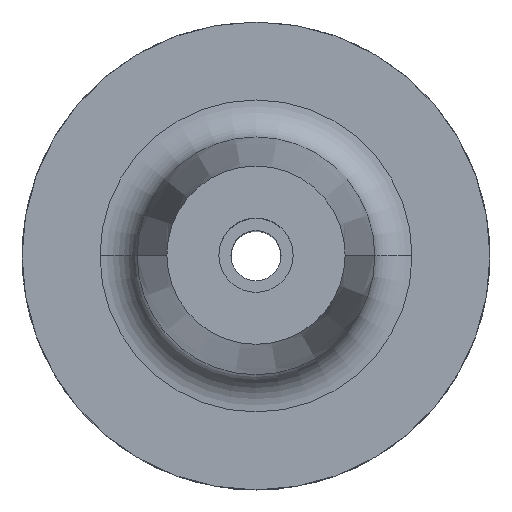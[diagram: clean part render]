
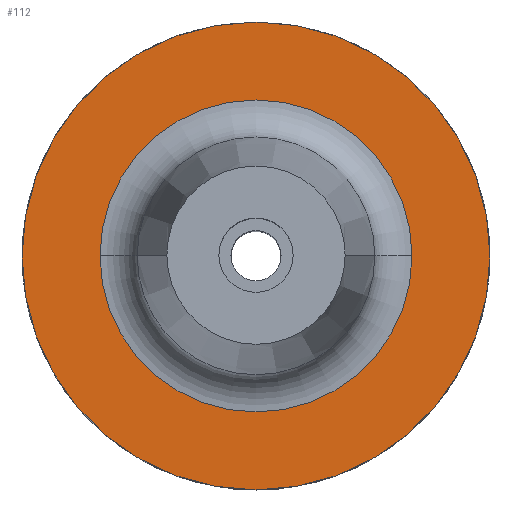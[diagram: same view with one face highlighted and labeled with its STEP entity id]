
A CAD part, top view. The second image highlights one B-rep face of the part: STEP entity #112.
In plain terms, the highlighted planar face has unit normal (0, 0, 1).
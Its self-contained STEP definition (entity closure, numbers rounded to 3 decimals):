
#74 = CARTESIAN_POINT ( 'NONE',  ( 0., 0., 27. ) ) ;
#112 = ADVANCED_FACE ( 'NONE', ( #912, #1295 ), #853, .F. ) ;
#124 = EDGE_LOOP ( 'NONE', ( #325, #1662 ) ) ;
#185 = AXIS2_PLACEMENT_3D ( 'NONE', #74, #989, #1106 ) ;
#205 = CARTESIAN_POINT ( 'NONE',  ( 21., 0., 27. ) ) ;
#225 = DIRECTION ( 'NONE',  ( -1., 0., 0. ) ) ;
#229 = AXIS2_PLACEMENT_3D ( 'NONE', #1544, #1403, #462 ) ;
#250 = CIRCLE ( 'NONE', #1149, 21. ) ;
#262 = CARTESIAN_POINT ( 'NONE',  ( -21., 0., 27. ) ) ;
#267 = CIRCLE ( 'NONE', #1476, 21. ) ;
#270 = DIRECTION ( 'NONE',  ( 0., 0., -1. ) ) ;
#325 = ORIENTED_EDGE ( 'NONE', *, *, #1744, .T. ) ;
#342 = EDGE_CURVE ( 'NONE', #348, #1087, #1084, .T. ) ;
#348 = VERTEX_POINT ( 'NONE', #1464 ) ;
#369 = DIRECTION ( 'NONE',  ( 0., 0., -1. ) ) ;
#462 = DIRECTION ( 'NONE',  ( -1., 0., 0. ) ) ;
#523 = AXIS2_PLACEMENT_3D ( 'NONE', #1286, #604, #225 ) ;
#544 = DIRECTION ( 'NONE',  ( -1., 0., 0. ) ) ;
#604 = DIRECTION ( 'NONE',  ( 0., 0., -1. ) ) ;
#634 = EDGE_LOOP ( 'NONE', ( #701, #684 ) ) ;
#641 = VERTEX_POINT ( 'NONE', #205 ) ;
#684 = ORIENTED_EDGE ( 'NONE', *, *, #342, .F. ) ;
#701 = ORIENTED_EDGE ( 'NONE', *, *, #1165, .F. ) ;
#783 = DIRECTION ( 'NONE',  ( -1., 0., 0. ) ) ;
#853 = PLANE ( 'NONE',  #523 ) ;
#912 = FACE_BOUND ( 'NONE', #124, .T. ) ;
#946 = CARTESIAN_POINT ( 'NONE',  ( 0., 0., 27. ) ) ;
#989 = DIRECTION ( 'NONE',  ( 0., 0., -1. ) ) ;
#1063 = CARTESIAN_POINT ( 'NONE',  ( 0., 0., 27. ) ) ;
#1084 = CIRCLE ( 'NONE', #185, 31.5 ) ;
#1087 = VERTEX_POINT ( 'NONE', #1691 ) ;
#1106 = DIRECTION ( 'NONE',  ( -1., 0., 0. ) ) ;
#1149 = AXIS2_PLACEMENT_3D ( 'NONE', #946, #270, #544 ) ;
#1165 = EDGE_CURVE ( 'NONE', #1087, #348, #1375, .T. ) ;
#1286 = CARTESIAN_POINT ( 'NONE',  ( 0., 0., 27. ) ) ;
#1295 = FACE_OUTER_BOUND ( 'NONE', #634, .T. ) ;
#1375 = CIRCLE ( 'NONE', #229, 31.5 ) ;
#1403 = DIRECTION ( 'NONE',  ( 0., 0., -1. ) ) ;
#1464 = CARTESIAN_POINT ( 'NONE',  ( 31.5, 0., 27. ) ) ;
#1476 = AXIS2_PLACEMENT_3D ( 'NONE', #1063, #369, #783 ) ;
#1544 = CARTESIAN_POINT ( 'NONE',  ( 0., 0., 27. ) ) ;
#1662 = ORIENTED_EDGE ( 'NONE', *, *, #1663, .T. ) ;
#1663 = EDGE_CURVE ( 'NONE', #641, #1664, #267, .T. ) ;
#1664 = VERTEX_POINT ( 'NONE', #262 ) ;
#1691 = CARTESIAN_POINT ( 'NONE',  ( -31.5, 0., 27. ) ) ;
#1744 = EDGE_CURVE ( 'NONE', #1664, #641, #250, .T. ) ;
